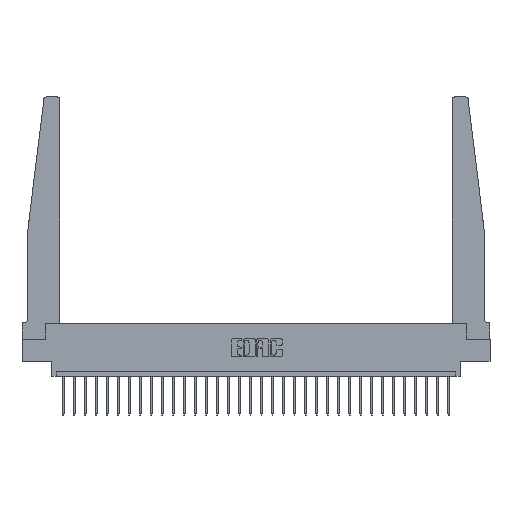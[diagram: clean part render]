
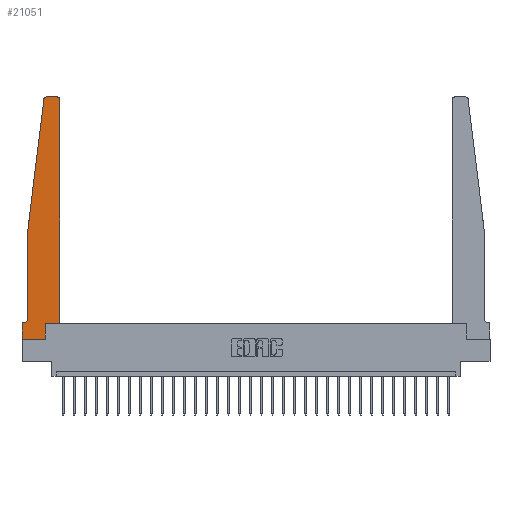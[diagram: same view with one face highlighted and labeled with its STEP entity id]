
A CAD part, top view. The second image highlights one B-rep face of the part: STEP entity #21051.
In plain terms, the highlighted planar face has unit normal (0, 0, 1).
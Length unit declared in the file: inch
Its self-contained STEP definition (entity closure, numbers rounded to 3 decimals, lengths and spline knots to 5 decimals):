
#157 = VECTOR ( 'NONE', #3359, 39.37008 ) ;
#1507 = DIRECTION ( 'NONE',  ( 1., 0., 0. ) ) ;
#1556 = LINE ( 'NONE', #20787, #14407 ) ;
#2347 = LINE ( 'NONE', #6543, #13135 ) ;
#3005 = ORIENTED_EDGE ( 'NONE', *, *, #14107, .T. ) ;
#3203 = DIRECTION ( 'NONE',  ( 0., -1., 0. ) ) ;
#3359 = DIRECTION ( 'NONE',  ( 0., 1., 0. ) ) ;
#3509 = EDGE_CURVE ( 'NONE', #17640, #18152, #25609, .T. ) ;
#3561 = VERTEX_POINT ( 'NONE', #27908 ) ;
#3564 = DIRECTION ( 'NONE',  ( 0., 0., -1. ) ) ;
#3567 = AXIS2_PLACEMENT_3D ( 'NONE', #20480, #22573, #20562 ) ;
#4219 = CARTESIAN_POINT ( 'NONE',  ( 0.425, 0.18, 0.37 ) ) ;
#4439 = CIRCLE ( 'NONE', #9657, 0.03 ) ;
#4482 = ORIENTED_EDGE ( 'NONE', *, *, #14428, .T. ) ;
#4499 = DIRECTION ( 'NONE',  ( 1., 0., 0. ) ) ;
#4914 = VECTOR ( 'NONE', #17342, 39.37008 ) ;
#5396 = VERTEX_POINT ( 'NONE', #12702 ) ;
#5577 = EDGE_CURVE ( 'NONE', #18152, #7956, #9878, .T. ) ;
#5753 = VECTOR ( 'NONE', #24088, 39.37008 ) ;
#6328 = CARTESIAN_POINT ( 'NONE',  ( 0.015, 0.1875, 0.37 ) ) ;
#6390 = CARTESIAN_POINT ( 'NONE',  ( 0.27653, 2.72, 0.37 ) ) ;
#6543 = CARTESIAN_POINT ( 'NONE',  ( 0., 0., 0.37 ) ) ;
#7008 = ORIENTED_EDGE ( 'NONE', *, *, #15375, .T. ) ;
#7100 = CARTESIAN_POINT ( 'NONE',  ( 0.24675, 2.72367, 0.37 ) ) ;
#7745 = DIRECTION ( 'NONE',  ( 0., -1., 0. ) ) ;
#7956 = VERTEX_POINT ( 'NONE', #18737 ) ;
#8034 = CARTESIAN_POINT ( 'NONE',  ( 0., 0., 0.37 ) ) ;
#8043 = ORIENTED_EDGE ( 'NONE', *, *, #8410, .T. ) ;
#8410 = EDGE_CURVE ( 'NONE', #3561, #5396, #2347, .T. ) ;
#8667 = VECTOR ( 'NONE', #4499, 39.37008 ) ;
#9162 = CARTESIAN_POINT ( 'NONE',  ( 0., 0.1875, 0.37 ) ) ;
#9284 = CARTESIAN_POINT ( 'NONE',  ( 0.25, 2.75, 0.37 ) ) ;
#9657 = AXIS2_PLACEMENT_3D ( 'NONE', #6390, #25942, #21278 ) ;
#9878 = LINE ( 'NONE', #9284, #23443 ) ;
#9988 = DIRECTION ( 'NONE',  ( -1., 0., 0. ) ) ;
#10198 = CARTESIAN_POINT ( 'NONE',  ( 0.2605, 0.18, 0.37 ) ) ;
#10503 = DIRECTION ( 'NONE',  ( -1., 0., 0. ) ) ;
#11126 = ORIENTED_EDGE ( 'NONE', *, *, #14389, .T. ) ;
#11363 = DIRECTION ( 'NONE',  ( -1., 0., 0. ) ) ;
#11457 = VERTEX_POINT ( 'NONE', #4219 ) ;
#11564 = CARTESIAN_POINT ( 'NONE',  ( 0.395, 2.75, 0.37 ) ) ;
#12702 = CARTESIAN_POINT ( 'NONE',  ( 0.2605, 0., 0.37 ) ) ;
#12738 = LINE ( 'NONE', #23880, #4914 ) ;
#12836 = CARTESIAN_POINT ( 'NONE',  ( 0.425, 0.18, 0.37 ) ) ;
#13076 = VECTOR ( 'NONE', #7745, 39.37008 ) ;
#13135 = VECTOR ( 'NONE', #17002, 39.37008 ) ;
#13779 = LINE ( 'NONE', #8034, #13076 ) ;
#14061 = PLANE ( 'NONE',  #3567 ) ;
#14107 = EDGE_CURVE ( 'NONE', #18533, #11457, #18495, .T. ) ;
#14306 = ORIENTED_EDGE ( 'NONE', *, *, #18888, .T. ) ;
#14389 = EDGE_CURVE ( 'NONE', #28058, #15168, #26642, .T. ) ;
#14407 = VECTOR ( 'NONE', #9988, 39.37008 ) ;
#14421 = ORIENTED_EDGE ( 'NONE', *, *, #15740, .T. ) ;
#14428 = EDGE_CURVE ( 'NONE', #16326, #3561, #13779, .T. ) ;
#14447 = DIRECTION ( 'NONE',  ( 0., 0., 1. ) ) ;
#14510 = CARTESIAN_POINT ( 'NONE',  ( 0.065, 0.2375, 0.37 ) ) ;
#14532 = AXIS2_PLACEMENT_3D ( 'NONE', #25146, #3564, #10503 ) ;
#15066 = EDGE_CURVE ( 'NONE', #15168, #24801, #26966, .T. ) ;
#15168 = VERTEX_POINT ( 'NONE', #14510 ) ;
#15375 = EDGE_CURVE ( 'NONE', #24801, #16326, #1556, .T. ) ;
#15740 = EDGE_CURVE ( 'NONE', #5396, #18533, #20119, .T. ) ;
#16138 = CARTESIAN_POINT ( 'NONE',  ( 0.065, 1.25, 0.37 ) ) ;
#16326 = VERTEX_POINT ( 'NONE', #9162 ) ;
#16498 = CARTESIAN_POINT ( 'NONE',  ( 0.2605, 0.18, 0.37 ) ) ;
#17002 = DIRECTION ( 'NONE',  ( 1., 0., 0. ) ) ;
#17328 = ORIENTED_EDGE ( 'NONE', *, *, #5577, .T. ) ;
#17342 = DIRECTION ( 'NONE',  ( -0.122, -0.992, 0. ) ) ;
#17640 = VERTEX_POINT ( 'NONE', #27744 ) ;
#18152 = VERTEX_POINT ( 'NONE', #11564 ) ;
#18217 = CARTESIAN_POINT ( 'NONE',  ( 0.425, 0.18, 0.37 ) ) ;
#18495 = LINE ( 'NONE', #12836, #8667 ) ;
#18499 = ORIENTED_EDGE ( 'NONE', *, *, #3509, .T. ) ;
#18533 = VERTEX_POINT ( 'NONE', #10198 ) ;
#18737 = CARTESIAN_POINT ( 'NONE',  ( 0.27653, 2.75, 0.37 ) ) ;
#18815 = VECTOR ( 'NONE', #3203, 39.37008 ) ;
#18888 = EDGE_CURVE ( 'NONE', #7956, #26851, #4439, .T. ) ;
#18931 = EDGE_LOOP ( 'NONE', ( #17328, #14306, #19227, #11126, #26862, #7008, #4482, #8043, #14421, #3005, #27129, #18499 ) ) ;
#19227 = ORIENTED_EDGE ( 'NONE', *, *, #22549, .T. ) ;
#20119 = LINE ( 'NONE', #16498, #157 ) ;
#20480 = CARTESIAN_POINT ( 'NONE',  ( 0., 0.1875, 0.37 ) ) ;
#20562 = DIRECTION ( 'NONE',  ( 1., 0., 0. ) ) ;
#20787 = CARTESIAN_POINT ( 'NONE',  ( 0.065, 0.1875, 0.37 ) ) ;
#21051 = ADVANCED_FACE ( 'NONE', ( #21615 ), #14061, .T. ) ;
#21278 = DIRECTION ( 'NONE',  ( 1., 0., 0. ) ) ;
#21615 = FACE_OUTER_BOUND ( 'NONE', #18931, .T. ) ;
#22207 = CARTESIAN_POINT ( 'NONE',  ( 0.065, 1.25, 0.37 ) ) ;
#22549 = EDGE_CURVE ( 'NONE', #26851, #28058, #12738, .T. ) ;
#22573 = DIRECTION ( 'NONE',  ( 0., 0., 1. ) ) ;
#23327 = CARTESIAN_POINT ( 'NONE',  ( 0.395, 2.72, 0.37 ) ) ;
#23443 = VECTOR ( 'NONE', #11363, 39.37008 ) ;
#23880 = CARTESIAN_POINT ( 'NONE',  ( 0.065, 1.25, 0.37 ) ) ;
#24088 = DIRECTION ( 'NONE',  ( 0., 1., 0. ) ) ;
#24801 = VERTEX_POINT ( 'NONE', #6328 ) ;
#25146 = CARTESIAN_POINT ( 'NONE',  ( 0.015, 0.2375, 0.37 ) ) ;
#25256 = EDGE_CURVE ( 'NONE', #11457, #17640, #26455, .T. ) ;
#25609 = CIRCLE ( 'NONE', #27490, 0.03 ) ;
#25942 = DIRECTION ( 'NONE',  ( 0., 0., 1. ) ) ;
#26455 = LINE ( 'NONE', #18217, #5753 ) ;
#26642 = LINE ( 'NONE', #16138, #18815 ) ;
#26851 = VERTEX_POINT ( 'NONE', #7100 ) ;
#26862 = ORIENTED_EDGE ( 'NONE', *, *, #15066, .T. ) ;
#26966 = CIRCLE ( 'NONE', #14532, 0.05 ) ;
#27129 = ORIENTED_EDGE ( 'NONE', *, *, #25256, .T. ) ;
#27490 = AXIS2_PLACEMENT_3D ( 'NONE', #23327, #14447, #1507 ) ;
#27744 = CARTESIAN_POINT ( 'NONE',  ( 0.425, 2.72, 0.37 ) ) ;
#27908 = CARTESIAN_POINT ( 'NONE',  ( 0., 0., 0.37 ) ) ;
#28058 = VERTEX_POINT ( 'NONE', #22207 ) ;
